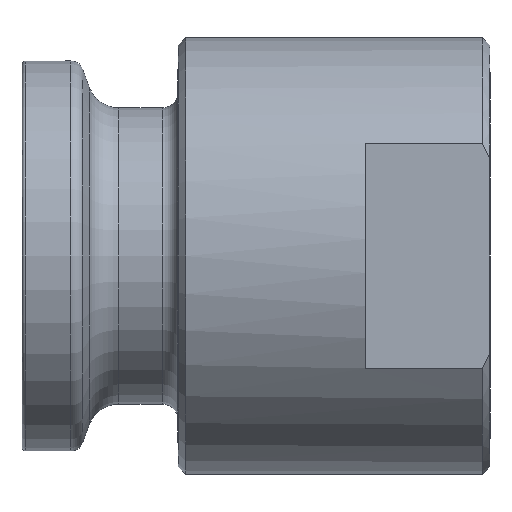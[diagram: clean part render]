
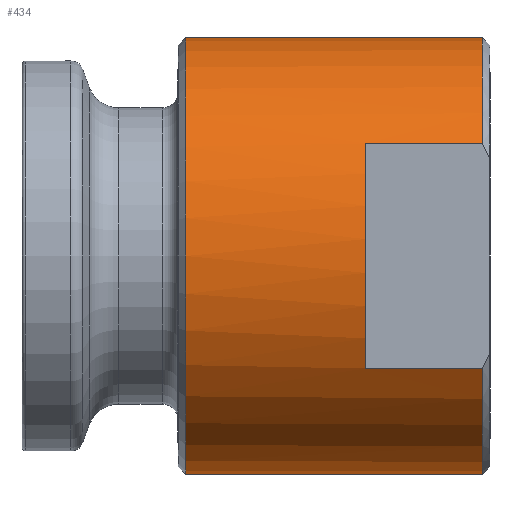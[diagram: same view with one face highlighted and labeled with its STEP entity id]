
A CAD part, front view. The second image highlights one B-rep face of the part: STEP entity #434.
In plain terms, the highlighted cylindrical face has radius 14 mm (diameter 28 mm), a partial arc.
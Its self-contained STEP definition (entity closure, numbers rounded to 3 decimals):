
#7 = AXIS2_PLACEMENT_3D ( 'NONE', #575, #1326, #764 ) ;
#31 = VERTEX_POINT ( 'NONE', #873 ) ;
#41 = DIRECTION ( 'NONE',  ( -1., 0., 0. ) ) ;
#53 = DIRECTION ( 'NONE',  ( 0., 0., 1. ) ) ;
#59 = CARTESIAN_POINT ( 'NONE',  ( 10.5, 0., -14. ) ) ;
#103 = EDGE_CURVE ( 'NONE', #1219, #1292, #792, .T. ) ;
#107 = CARTESIAN_POINT ( 'NONE',  ( 0., -12., -7.211 ) ) ;
#115 = VECTOR ( 'NONE', #121, 1000. ) ;
#119 = CIRCLE ( 'NONE', #1185, 14. ) ;
#121 = DIRECTION ( 'NONE',  ( 1., 0., 0. ) ) ;
#156 = VERTEX_POINT ( 'NONE', #59 ) ;
#205 = LINE ( 'NONE', #1210, #279 ) ;
#220 = EDGE_CURVE ( 'NONE', #521, #156, #273, .T. ) ;
#242 = DIRECTION ( 'NONE',  ( -1., 0., 0. ) ) ;
#261 = DIRECTION ( 'NONE',  ( 0., 0., 1. ) ) ;
#273 = LINE ( 'NONE', #623, #760 ) ;
#277 = ORIENTED_EDGE ( 'NONE', *, *, #103, .T. ) ;
#279 = VECTOR ( 'NONE', #456, 1000. ) ;
#330 = CYLINDRICAL_SURFACE ( 'NONE', #995, 14. ) ;
#336 = ORIENTED_EDGE ( 'NONE', *, *, #1240, .T. ) ;
#350 = AXIS2_PLACEMENT_3D ( 'NONE', #1152, #1040, #53 ) ;
#409 = ORIENTED_EDGE ( 'NONE', *, *, #1125, .T. ) ;
#432 = FACE_OUTER_BOUND ( 'NONE', #1300, .T. ) ;
#434 = ADVANCED_FACE ( 'NONE', ( #432 ), #330, .T. ) ;
#456 = DIRECTION ( 'NONE',  ( -1., 0., 0. ) ) ;
#507 = CARTESIAN_POINT ( 'NONE',  ( 22., -12., 7.211 ) ) ;
#521 = VERTEX_POINT ( 'NONE', #1092 ) ;
#531 = EDGE_CURVE ( 'NONE', #1292, #820, #545, .T. ) ;
#539 = DIRECTION ( 'NONE',  ( 0., -1., 0. ) ) ;
#545 = CIRCLE ( 'NONE', #1333, 14. ) ;
#575 = CARTESIAN_POINT ( 'NONE',  ( 29.5, 0., 0. ) ) ;
#602 = CARTESIAN_POINT ( 'NONE',  ( 22., -12., -7.211 ) ) ;
#612 = ORIENTED_EDGE ( 'NONE', *, *, #220, .F. ) ;
#623 = CARTESIAN_POINT ( 'NONE',  ( 0., 0., -14. ) ) ;
#753 = CARTESIAN_POINT ( 'NONE',  ( 29.5, 0., 14. ) ) ;
#760 = VECTOR ( 'NONE', #41, 1000. ) ;
#764 = DIRECTION ( 'NONE',  ( 0., 0., 1. ) ) ;
#765 = EDGE_CURVE ( 'NONE', #156, #31, #1414, .T. ) ;
#766 = DIRECTION ( 'NONE',  ( -1., 0., 0. ) ) ;
#792 = LINE ( 'NONE', #107, #1134 ) ;
#819 = DIRECTION ( 'NONE',  ( -1., 0., 0. ) ) ;
#820 = VERTEX_POINT ( 'NONE', #507 ) ;
#847 = CARTESIAN_POINT ( 'NONE',  ( 29.5, -12., 7.211 ) ) ;
#870 = CIRCLE ( 'NONE', #7, 14. ) ;
#873 = CARTESIAN_POINT ( 'NONE',  ( 10.5, 0., 14. ) ) ;
#985 = CARTESIAN_POINT ( 'NONE',  ( 29.5, -12., -7.211 ) ) ;
#995 = AXIS2_PLACEMENT_3D ( 'NONE', #1217, #766, #1212 ) ;
#996 = ORIENTED_EDGE ( 'NONE', *, *, #765, .F. ) ;
#1004 = ORIENTED_EDGE ( 'NONE', *, *, #1348, .T. ) ;
#1008 = VERTEX_POINT ( 'NONE', #753 ) ;
#1036 = VERTEX_POINT ( 'NONE', #847 ) ;
#1040 = DIRECTION ( 'NONE',  ( -1., 0., 0. ) ) ;
#1084 = DIRECTION ( 'NONE',  ( -1., 0., 0. ) ) ;
#1092 = CARTESIAN_POINT ( 'NONE',  ( 29.5, 0., -14. ) ) ;
#1125 = EDGE_CURVE ( 'NONE', #820, #1036, #1420, .T. ) ;
#1134 = VECTOR ( 'NONE', #242, 1000. ) ;
#1151 = ORIENTED_EDGE ( 'NONE', *, *, #1188, .T. ) ;
#1152 = CARTESIAN_POINT ( 'NONE',  ( 10.5, 0., 0. ) ) ;
#1185 = AXIS2_PLACEMENT_3D ( 'NONE', #1254, #819, #261 ) ;
#1188 = EDGE_CURVE ( 'NONE', #1008, #31, #205, .T. ) ;
#1210 = CARTESIAN_POINT ( 'NONE',  ( 0., 0., 14. ) ) ;
#1212 = DIRECTION ( 'NONE',  ( 0., 0., 1. ) ) ;
#1217 = CARTESIAN_POINT ( 'NONE',  ( 0., 0., 0. ) ) ;
#1219 = VERTEX_POINT ( 'NONE', #985 ) ;
#1240 = EDGE_CURVE ( 'NONE', #521, #1219, #870, .T. ) ;
#1254 = CARTESIAN_POINT ( 'NONE',  ( 29.5, 0., 0. ) ) ;
#1261 = ORIENTED_EDGE ( 'NONE', *, *, #531, .T. ) ;
#1292 = VERTEX_POINT ( 'NONE', #602 ) ;
#1300 = EDGE_LOOP ( 'NONE', ( #612, #336, #277, #1261, #409, #1004, #1151, #996 ) ) ;
#1320 = CARTESIAN_POINT ( 'NONE',  ( 0., -12., 7.211 ) ) ;
#1326 = DIRECTION ( 'NONE',  ( -1., 0., 0. ) ) ;
#1333 = AXIS2_PLACEMENT_3D ( 'NONE', #1427, #1084, #539 ) ;
#1348 = EDGE_CURVE ( 'NONE', #1036, #1008, #119, .T. ) ;
#1414 = CIRCLE ( 'NONE', #350, 14. ) ;
#1420 = LINE ( 'NONE', #1320, #115 ) ;
#1427 = CARTESIAN_POINT ( 'NONE',  ( 22., 0., 0. ) ) ;
